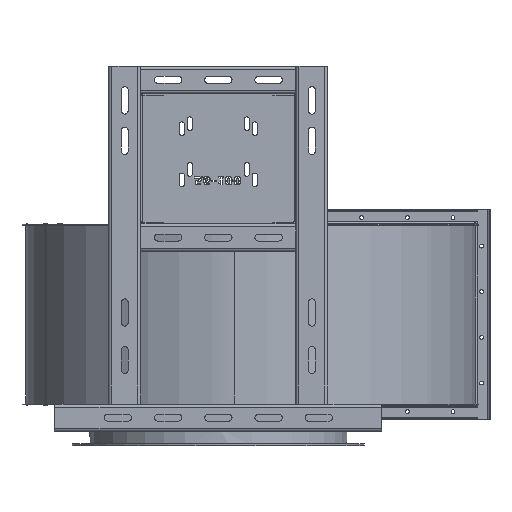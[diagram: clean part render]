
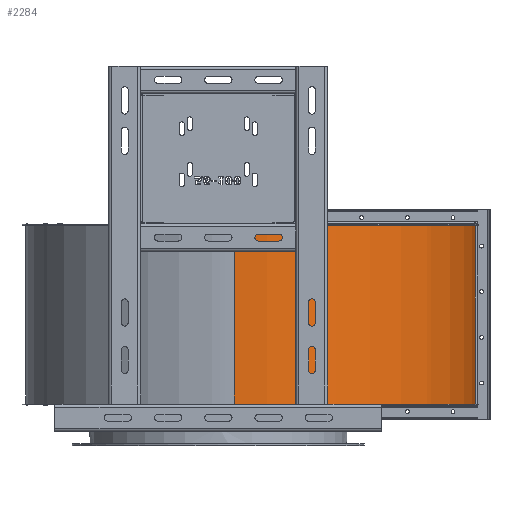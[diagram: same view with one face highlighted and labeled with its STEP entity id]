
A CAD part, front view. The second image highlights one B-rep face of the part: STEP entity #2284.
In plain terms, the highlighted cylindrical face has radius 526.5 mm (diameter 1053 mm), a partial arc.
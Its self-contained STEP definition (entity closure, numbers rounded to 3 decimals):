
#2284=ADVANCED_FACE('',(#15660),#15662,.T.);
#15660=FACE_BOUND('',#15661,.T.);
#15661=EDGE_LOOP('',(#29902,#29903,#29904,#29905,#29906,#29907,#29908,#29909,#29910,
#29911,#29912,#29913,#29914,#29915,#29916,#29917,#29918,#29919,#29920,#29921,#29922,
#29923,#29924,#29925,#29926,#29927,#29928,#29929));
#15662=CYLINDRICAL_SURFACE('',#15663,526.5);
#15663=AXIS2_PLACEMENT_3D('',#15664,#15665,#15666);
#15664=CARTESIAN_POINT('',(35.,35.,196.));
#15665=DIRECTION('',(0.,0.,1.));
#15666=DIRECTION('',(0.801,-0.599,0.));
#29902=ORIENTED_EDGE('',*,*,#42384,.F.);
#29903=ORIENTED_EDGE('',*,*,#42759,.F.);
#29904=ORIENTED_EDGE('',*,*,#42303,.F.);
#29905=ORIENTED_EDGE('',*,*,#42760,.T.);
#29906=ORIENTED_EDGE('',*,*,#42761,.T.);
#29907=ORIENTED_EDGE('',*,*,#42762,.F.);
#29908=ORIENTED_EDGE('',*,*,#42763,.F.);
#29909=ORIENTED_EDGE('',*,*,#42764,.T.);
#29910=ORIENTED_EDGE('',*,*,#42299,.F.);
#29911=ORIENTED_EDGE('',*,*,#42765,.T.);
#29912=ORIENTED_EDGE('',*,*,#42766,.T.);
#29913=ORIENTED_EDGE('',*,*,#42767,.F.);
#29914=ORIENTED_EDGE('',*,*,#42768,.F.);
#29915=ORIENTED_EDGE('',*,*,#42769,.T.);
#29916=ORIENTED_EDGE('',*,*,#42295,.F.);
#29917=ORIENTED_EDGE('',*,*,#42484,.T.);
#29918=ORIENTED_EDGE('',*,*,#42392,.F.);
#29919=ORIENTED_EDGE('',*,*,#42770,.F.);
#29920=ORIENTED_EDGE('',*,*,#42771,.T.);
#29921=ORIENTED_EDGE('',*,*,#42772,.F.);
#29922=ORIENTED_EDGE('',*,*,#42773,.F.);
#29923=ORIENTED_EDGE('',*,*,#42774,.F.);
#29924=ORIENTED_EDGE('',*,*,#42388,.F.);
#29925=ORIENTED_EDGE('',*,*,#42775,.F.);
#29926=ORIENTED_EDGE('',*,*,#42776,.T.);
#29927=ORIENTED_EDGE('',*,*,#42777,.F.);
#29928=ORIENTED_EDGE('',*,*,#42778,.F.);
#29929=ORIENTED_EDGE('',*,*,#42779,.F.);
#42295=EDGE_CURVE('',#48789,#48791,#48792,.F.);
#42299=EDGE_CURVE('',#48797,#48799,#48800,.F.);
#42303=EDGE_CURVE('',#48805,#48807,#48808,.F.);
#42384=EDGE_CURVE('',#48966,#48968,#48969,.T.);
#42388=EDGE_CURVE('',#48974,#48976,#48977,.T.);
#42392=EDGE_CURVE('',#48982,#48984,#48985,.T.);
#42484=EDGE_CURVE('',#48789,#48984,#49160,.T.);
#42759=EDGE_CURVE('',#48807,#48966,#49615,.T.);
#42760=EDGE_CURVE('',#48805,#49616,#49617,.T.);
#42761=EDGE_CURVE('',#49616,#49618,#49619,.T.);
#42762=EDGE_CURVE('',#49620,#49618,#49621,.T.);
#42763=EDGE_CURVE('',#49622,#49620,#49623,.T.);
#42764=EDGE_CURVE('',#49622,#48799,#49624,.T.);
#42765=EDGE_CURVE('',#48797,#49625,#49626,.T.);
#42766=EDGE_CURVE('',#49625,#49627,#49628,.T.);
#42767=EDGE_CURVE('',#49629,#49627,#49630,.T.);
#42768=EDGE_CURVE('',#49631,#49629,#49632,.T.);
#42769=EDGE_CURVE('',#49631,#48791,#49633,.T.);
#42770=EDGE_CURVE('',#49634,#48982,#49635,.T.);
#42771=EDGE_CURVE('',#49634,#49636,#49637,.T.);
#42772=EDGE_CURVE('',#49638,#49636,#49639,.T.);
#42773=EDGE_CURVE('',#49640,#49638,#49641,.T.);
#42774=EDGE_CURVE('',#48976,#49640,#49642,.T.);
#42775=EDGE_CURVE('',#49643,#48974,#49644,.T.);
#42776=EDGE_CURVE('',#49643,#49645,#49646,.T.);
#42777=EDGE_CURVE('',#49647,#49645,#49648,.T.);
#42778=EDGE_CURVE('',#49649,#49647,#49650,.T.);
#42779=EDGE_CURVE('',#48968,#49649,#49651,.T.);
#48789=VERTEX_POINT('',#58008);
#48791=VERTEX_POINT('',#58012);
#48792=CIRCLE('',#58013,526.5);
#48797=VERTEX_POINT('',#58026);
#48799=VERTEX_POINT('',#58030);
#48800=CIRCLE('',#58031,526.5);
#48805=VERTEX_POINT('',#58044);
#48807=VERTEX_POINT('',#58048);
#48808=CIRCLE('',#58049,526.5);
#48966=VERTEX_POINT('',#58405);
#48968=VERTEX_POINT('',#58410);
#48969=CIRCLE('',#58411,526.5);
#48974=VERTEX_POINT('',#58424);
#48976=VERTEX_POINT('',#58428);
#48977=CIRCLE('',#58429,526.5);
#48982=VERTEX_POINT('',#58442);
#48984=VERTEX_POINT('',#58446);
#48985=CIRCLE('',#58447,526.5);
#49160=LINE('',#58842,#58843);
#49615=LINE('',#59921,#59922);
#49616=VERTEX_POINT('',#59924);
#49617=CIRCLE('',#59925,526.5);
#49618=VERTEX_POINT('',#59929);
#49619=LINE('',#59930,#59931);
#49620=VERTEX_POINT('',#59933);
#49621=CIRCLE('',#59934,526.5);
#49622=VERTEX_POINT('',#59938);
#49623=LINE('',#59939,#59940);
#49624=CIRCLE('',#59942,526.5);
#49625=VERTEX_POINT('',#59946);
#49626=CIRCLE('',#59947,526.5);
#49627=VERTEX_POINT('',#59951);
#49628=LINE('',#59952,#59953);
#49629=VERTEX_POINT('',#59955);
#49630=CIRCLE('',#59956,526.5);
#49631=VERTEX_POINT('',#59960);
#49632=LINE('',#59961,#59962);
#49633=CIRCLE('',#59964,526.5);
#49634=VERTEX_POINT('',#59968);
#49635=CIRCLE('',#59969,526.5);
#49636=VERTEX_POINT('',#59973);
#49637=LINE('',#59974,#59975);
#49638=VERTEX_POINT('',#59977);
#49639=CIRCLE('',#59978,526.5);
#49640=VERTEX_POINT('',#59982);
#49641=LINE('',#59983,#59984);
#49642=CIRCLE('',#59986,526.5);
#49643=VERTEX_POINT('',#59990);
#49644=CIRCLE('',#59991,526.5);
#49645=VERTEX_POINT('',#59995);
#49646=LINE('',#59996,#59997);
#49647=VERTEX_POINT('',#59999);
#49648=CIRCLE('',#60000,526.5);
#49649=VERTEX_POINT('',#60004);
#49650=LINE('',#60005,#60006);
#49651=CIRCLE('',#60008,526.5);
#58008=CARTESIAN_POINT('',(561.5,35.,-196.));
#58012=CARTESIAN_POINT('',(466.689,-266.409,-196.));
#58013=AXIS2_PLACEMENT_3D('',#58014,#58015,#58016);
#58014=CARTESIAN_POINT('',(35.,35.,-196.));
#58015=DIRECTION('',(-0.,0.,1.));
#58016=DIRECTION('',(0.82,-0.572,0.));
#58026=CARTESIAN_POINT('',(456.557,-280.423,-196.));
#58030=CARTESIAN_POINT('',(258.149,-441.872,-196.));
#58031=AXIS2_PLACEMENT_3D('',#58032,#58033,#58034);
#58032=CARTESIAN_POINT('',(35.,35.,-196.));
#58033=DIRECTION('',(-0.,0.,1.));
#58034=DIRECTION('',(0.424,-0.906,0.));
#58044=CARTESIAN_POINT('',(242.368,-448.943,-196.));
#58048=CARTESIAN_POINT('',(35.,-491.5,-196.));
#58049=AXIS2_PLACEMENT_3D('',#58050,#58051,#58052);
#58050=CARTESIAN_POINT('',(35.,35.,-196.));
#58051=DIRECTION('',(-0.,0.,1.));
#58052=DIRECTION('',(0.,-1.,0.));
#58405=CARTESIAN_POINT('',(35.,-491.5,196.));
#58410=CARTESIAN_POINT('',(242.368,-448.943,196.));
#58411=AXIS2_PLACEMENT_3D('',#58412,#58413,#58414);
#58412=CARTESIAN_POINT('',(35.,35.,196.));
#58413=DIRECTION('',(-0.,0.,1.));
#58414=DIRECTION('',(0.,-1.,0.));
#58424=CARTESIAN_POINT('',(258.149,-441.872,196.));
#58428=CARTESIAN_POINT('',(456.557,-280.423,196.));
#58429=AXIS2_PLACEMENT_3D('',#58430,#58431,#58432);
#58430=CARTESIAN_POINT('',(35.,35.,196.));
#58431=DIRECTION('',(-0.,0.,1.));
#58432=DIRECTION('',(0.424,-0.906,0.));
#58442=CARTESIAN_POINT('',(466.689,-266.409,196.));
#58446=CARTESIAN_POINT('',(561.5,35.,196.));
#58447=AXIS2_PLACEMENT_3D('',#58448,#58449,#58450);
#58448=CARTESIAN_POINT('',(35.,35.,196.));
#58449=DIRECTION('',(-0.,0.,1.));
#58450=DIRECTION('',(0.82,-0.572,0.));
#58842=CARTESIAN_POINT('',(561.5,35.,-196.));
#58843=VECTOR('',#58844,1.);
#58844=DIRECTION('',(0.,0.,1.));
#59921=CARTESIAN_POINT('',(35.,-491.5,-196.));
#59922=VECTOR('',#59923,1.);
#59923=DIRECTION('',(0.,0.,1.));
#59924=CARTESIAN_POINT('',(242.644,-448.825,-196.));
#59925=AXIS2_PLACEMENT_3D('',#59926,#59927,#59928);
#59926=CARTESIAN_POINT('',(35.,35.,-196.));
#59927=DIRECTION('',(0.,0.,1.));
#59928=DIRECTION('',(0.394,-0.919,0.));
#59929=CARTESIAN_POINT('',(242.644,-448.825,-199.2));
#59930=CARTESIAN_POINT('',(242.644,-448.825,-196.));
#59931=VECTOR('',#59932,1.);
#59932=DIRECTION('',(0.,0.,-1.));
#59933=CARTESIAN_POINT('',(257.877,-441.999,-199.2));
#59934=AXIS2_PLACEMENT_3D('',#59935,#59936,#59937);
#59935=CARTESIAN_POINT('',(35.,35.,-199.2));
#59936=DIRECTION('',(0.,-0.,-1.));
#59937=DIRECTION('',(0.423,-0.906,0.));
#59938=CARTESIAN_POINT('',(257.877,-441.999,-196.));
#59939=CARTESIAN_POINT('',(257.877,-441.999,-196.));
#59940=VECTOR('',#59941,1.);
#59941=DIRECTION('',(0.,0.,-1.));
#59942=AXIS2_PLACEMENT_3D('',#59943,#59944,#59945);
#59943=CARTESIAN_POINT('',(35.,35.,-196.));
#59944=DIRECTION('',(0.,0.,1.));
#59945=DIRECTION('',(0.423,-0.906,0.));
#59946=CARTESIAN_POINT('',(456.737,-280.183,-196.));
#59947=AXIS2_PLACEMENT_3D('',#59948,#59949,#59950);
#59948=CARTESIAN_POINT('',(35.,35.,-196.));
#59949=DIRECTION('',(0.,0.,1.));
#59950=DIRECTION('',(0.801,-0.599,0.));
#59951=CARTESIAN_POINT('',(456.737,-280.183,-199.2));
#59952=CARTESIAN_POINT('',(456.737,-280.183,-196.));
#59953=VECTOR('',#59954,1.);
#59954=DIRECTION('',(0.,0.,-1.));
#59955=CARTESIAN_POINT('',(466.517,-266.655,-199.2));
#59956=AXIS2_PLACEMENT_3D('',#59957,#59958,#59959);
#59957=CARTESIAN_POINT('',(35.,35.,-199.2));
#59958=DIRECTION('',(0.,-0.,-1.));
#59959=DIRECTION('',(0.82,-0.573,0.));
#59960=CARTESIAN_POINT('',(466.517,-266.655,-196.));
#59961=CARTESIAN_POINT('',(466.517,-266.655,-196.));
#59962=VECTOR('',#59963,1.);
#59963=DIRECTION('',(0.,0.,-1.));
#59964=AXIS2_PLACEMENT_3D('',#59965,#59966,#59967);
#59965=CARTESIAN_POINT('',(35.,35.,-196.));
#59966=DIRECTION('',(0.,0.,1.));
#59967=DIRECTION('',(0.82,-0.573,0.));
#59968=CARTESIAN_POINT('',(466.517,-266.655,196.));
#59969=AXIS2_PLACEMENT_3D('',#59970,#59971,#59972);
#59970=CARTESIAN_POINT('',(35.,35.,196.));
#59971=DIRECTION('',(0.,0.,1.));
#59972=DIRECTION('',(0.82,-0.573,0.));
#59973=CARTESIAN_POINT('',(466.517,-266.655,199.2));
#59974=CARTESIAN_POINT('',(466.517,-266.655,196.));
#59975=VECTOR('',#59976,1.);
#59976=DIRECTION('',(0.,0.,1.));
#59977=CARTESIAN_POINT('',(456.737,-280.183,199.2));
#59978=AXIS2_PLACEMENT_3D('',#59979,#59980,#59981);
#59979=CARTESIAN_POINT('',(35.,35.,199.2));
#59980=DIRECTION('',(0.,0.,1.));
#59981=DIRECTION('',(0.801,-0.599,0.));
#59982=CARTESIAN_POINT('',(456.737,-280.183,196.));
#59983=CARTESIAN_POINT('',(456.737,-280.183,196.));
#59984=VECTOR('',#59985,1.);
#59985=DIRECTION('',(0.,0.,1.));
#59986=AXIS2_PLACEMENT_3D('',#59987,#59988,#59989);
#59987=CARTESIAN_POINT('',(35.,35.,196.));
#59988=DIRECTION('',(0.,0.,1.));
#59989=DIRECTION('',(0.801,-0.599,0.));
#59990=CARTESIAN_POINT('',(257.877,-441.999,196.));
#59991=AXIS2_PLACEMENT_3D('',#59992,#59993,#59994);
#59992=CARTESIAN_POINT('',(35.,35.,196.));
#59993=DIRECTION('',(0.,0.,1.));
#59994=DIRECTION('',(0.423,-0.906,0.));
#59995=CARTESIAN_POINT('',(257.877,-441.999,199.2));
#59996=CARTESIAN_POINT('',(257.877,-441.999,196.));
#59997=VECTOR('',#59998,1.);
#59998=DIRECTION('',(0.,0.,1.));
#59999=CARTESIAN_POINT('',(242.644,-448.825,199.2));
#60000=AXIS2_PLACEMENT_3D('',#60001,#60002,#60003);
#60001=CARTESIAN_POINT('',(35.,35.,199.2));
#60002=DIRECTION('',(-0.,0.,1.));
#60003=DIRECTION('',(0.394,-0.919,0.));
#60004=CARTESIAN_POINT('',(242.644,-448.825,196.));
#60005=CARTESIAN_POINT('',(242.644,-448.825,196.));
#60006=VECTOR('',#60007,1.);
#60007=DIRECTION('',(0.,0.,1.));
#60008=AXIS2_PLACEMENT_3D('',#60009,#60010,#60011);
#60009=CARTESIAN_POINT('',(35.,35.,196.));
#60010=DIRECTION('',(0.,0.,1.));
#60011=DIRECTION('',(0.394,-0.919,0.));
